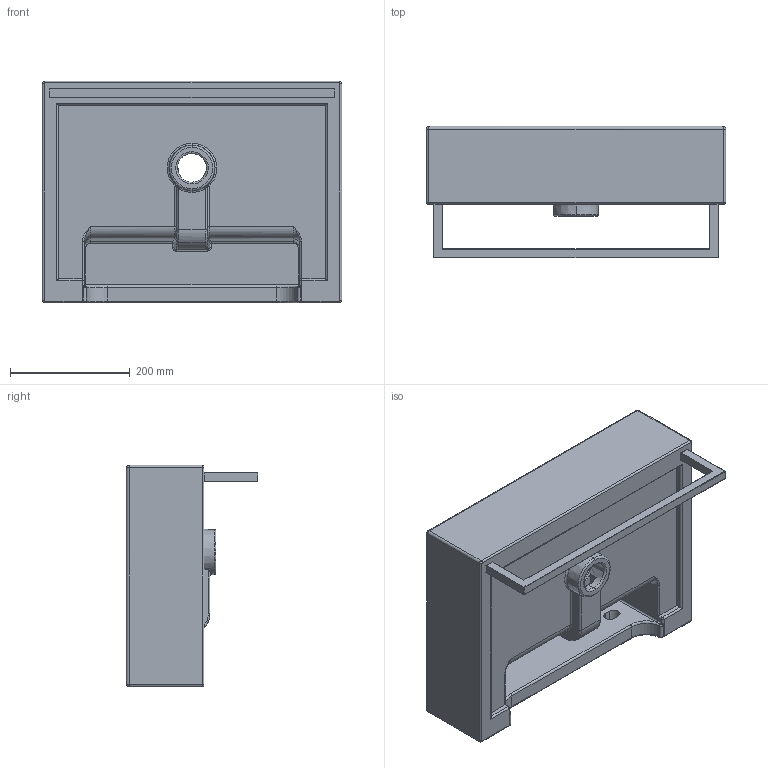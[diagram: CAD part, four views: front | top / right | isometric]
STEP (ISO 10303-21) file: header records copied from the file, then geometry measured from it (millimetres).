
FILE_DESCRIPTION (( 'STEP AP203' ), '1' );
FILE_NAME ('39001.0TH_STEP_V10422.STEP', '2022-04-26T09:12:32', ( '' ), ( '' ), 'SwSTEP 2.0', 'SolidWorks 2019', '' );
FILE_SCHEMA (( 'CONFIG_CONTROL_DESIGN' ));
Length unit declared in the file: millimetre
Products named in the file (1): 39001.0TH_STEP_V10422
Bounding box: 500 x 220 x 370 mm (x, y, z)
Volume: 9525181.4 mm3; surface area: 857646.5 mm2
Topology: 3 solids, 3 shells, 256 faces, 600 edges, 326 vertices
Faces by surface type: cylinder 101, plane 52, bspline 47, torus 28, sphere 26, cone 2
Entity records: 10432 total; most frequent: CARTESIAN_POINT 5019, ORIENTED_EDGE 1148, DIRECTION 1097, EDGE_CURVE 574, AXIS2_PLACEMENT_3D 438, VERTEX_POINT 326, EDGE_LOOP 268, ADVANCED_FACE 256
